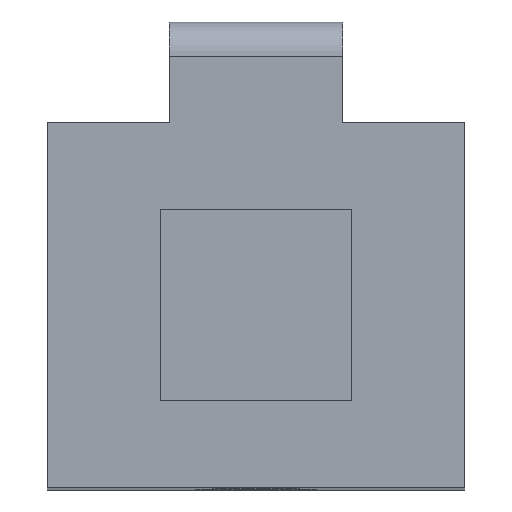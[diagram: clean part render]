
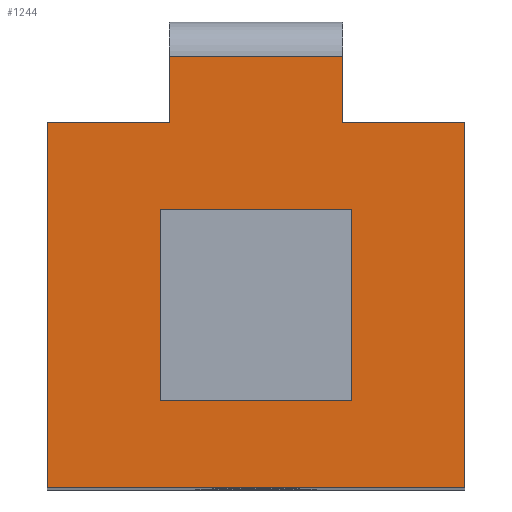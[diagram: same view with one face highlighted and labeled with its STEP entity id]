
A CAD part, top view. The second image highlights one B-rep face of the part: STEP entity #1244.
In plain terms, the highlighted planar face has unit normal (0, 0, 1).
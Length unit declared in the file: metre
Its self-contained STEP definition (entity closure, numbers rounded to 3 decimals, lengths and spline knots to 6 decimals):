
#185=ORIENTED_EDGE('',*,*,#527,.F.);
#186=ORIENTED_EDGE('',*,*,#528,.T.);
#187=ORIENTED_EDGE('',*,*,#529,.T.);
#188=ORIENTED_EDGE('',*,*,#530,.F.);
#189=ORIENTED_EDGE('',*,*,#531,.T.);
#190=ORIENTED_EDGE('',*,*,#532,.F.);
#191=ORIENTED_EDGE('',*,*,#502,.F.);
#192=ORIENTED_EDGE('',*,*,#533,.T.);
#193=ORIENTED_EDGE('',*,*,#534,.T.);
#194=ORIENTED_EDGE('',*,*,#535,.F.);
#195=ORIENTED_EDGE('',*,*,#514,.F.);
#196=ORIENTED_EDGE('',*,*,#526,.T.);
#502=EDGE_CURVE('',#675,#676,#796,.T.);
#514=EDGE_CURVE('',#686,#681,#808,.T.);
#526=EDGE_CURVE('',#686,#693,#820,.T.);
#527=EDGE_CURVE('',#694,#695,#821,.T.);
#528=EDGE_CURVE('',#694,#696,#822,.T.);
#529=EDGE_CURVE('',#696,#697,#823,.T.);
#530=EDGE_CURVE('',#695,#697,#824,.T.);
#531=EDGE_CURVE('',#693,#698,#825,.T.);
#532=EDGE_CURVE('',#676,#698,#826,.T.);
#533=EDGE_CURVE('',#675,#699,#827,.T.);
#534=EDGE_CURVE('',#699,#700,#828,.T.);
#535=EDGE_CURVE('',#681,#700,#829,.T.);
#675=VERTEX_POINT('',#1873);
#676=VERTEX_POINT('',#1875);
#681=VERTEX_POINT('',#1887);
#686=VERTEX_POINT('',#1897);
#693=VERTEX_POINT('',#1920);
#694=VERTEX_POINT('',#1924);
#695=VERTEX_POINT('',#1925);
#696=VERTEX_POINT('',#1927);
#697=VERTEX_POINT('',#1929);
#698=VERTEX_POINT('',#1932);
#699=VERTEX_POINT('',#1935);
#700=VERTEX_POINT('',#1937);
#796=LINE('',#1874,#927);
#808=LINE('',#1898,#939);
#820=LINE('',#1921,#951);
#821=LINE('',#1923,#952);
#822=LINE('',#1926,#953);
#823=LINE('',#1928,#954);
#824=LINE('',#1930,#955);
#825=LINE('',#1931,#956);
#826=LINE('',#1933,#957);
#827=LINE('',#1934,#958);
#828=LINE('',#1936,#959);
#829=LINE('',#1938,#960);
#927=VECTOR('',#1497,1.);
#939=VECTOR('',#1511,1.);
#951=VECTOR('',#1531,1.);
#952=VECTOR('',#1534,1.);
#953=VECTOR('',#1535,1.);
#954=VECTOR('',#1536,1.);
#955=VECTOR('',#1537,1.);
#956=VECTOR('',#1538,1.);
#957=VECTOR('',#1539,1.);
#958=VECTOR('',#1540,1.);
#959=VECTOR('',#1541,1.);
#960=VECTOR('',#1542,1.);
#1030=EDGE_LOOP('',(#185,#186,#187,#188));
#1031=EDGE_LOOP('',(#189,#190,#191,#192,#193,#194,#195,#196));
#1116=FACE_BOUND('',#1030,.T.);
#1117=FACE_BOUND('',#1031,.T.);
#1198=PLANE('',#1334);
#1244=ADVANCED_FACE('',(#1116,#1117),#1198,.F.);
#1334=AXIS2_PLACEMENT_3D('',#1922,#1532,#1533);
#1497=DIRECTION('',(1.,0.,0.));
#1511=DIRECTION('',(1.,0.,0.));
#1531=DIRECTION('',(0.,-1.,0.));
#1532=DIRECTION('',(0.,0.,-1.));
#1533=DIRECTION('',(0.,1.,0.));
#1534=DIRECTION('',(0.,-1.,0.));
#1535=DIRECTION('',(1.,0.,0.));
#1536=DIRECTION('',(0.,-1.,0.));
#1537=DIRECTION('',(1.,0.,0.));
#1538=DIRECTION('',(1.,0.,0.));
#1539=DIRECTION('',(0.,-1.,0.));
#1540=DIRECTION('',(0.,1.,0.));
#1541=DIRECTION('',(-1.,0.,0.));
#1542=DIRECTION('',(0.,1.,0.));
#1873=CARTESIAN_POINT('',(0.0025,0.0105,0.0173));
#1874=CARTESIAN_POINT('',(0.,0.0105,0.0173));
#1875=CARTESIAN_POINT('',(0.006,0.0105,0.0173));
#1887=CARTESIAN_POINT('',(-0.0025,0.0105,0.0173));
#1897=CARTESIAN_POINT('',(-0.006,0.0105,0.0173));
#1898=CARTESIAN_POINT('',(0.,0.0105,0.0173));
#1920=CARTESIAN_POINT('',(-0.006,0.,0.0173));
#1921=CARTESIAN_POINT('',(-0.006,0.0105,0.0173));
#1922=CARTESIAN_POINT('',(0.,0.0105,0.0173));
#1923=CARTESIAN_POINT('',(-0.00275,0.00525,0.0173));
#1924=CARTESIAN_POINT('',(-0.00275,0.008,0.0173));
#1925=CARTESIAN_POINT('',(-0.00275,0.0025,0.0173));
#1926=CARTESIAN_POINT('',(0.,0.008,0.0173));
#1927=CARTESIAN_POINT('',(0.00275,0.008,0.0173));
#1928=CARTESIAN_POINT('',(0.00275,0.00525,0.0173));
#1929=CARTESIAN_POINT('',(0.00275,0.0025,0.0173));
#1930=CARTESIAN_POINT('',(0.,0.0025,0.0173));
#1931=CARTESIAN_POINT('',(0.,0.,0.0173));
#1932=CARTESIAN_POINT('',(0.006,0.,0.0173));
#1933=CARTESIAN_POINT('',(0.006,0.0105,0.0173));
#1934=CARTESIAN_POINT('',(0.0025,0.01145,0.0173));
#1935=CARTESIAN_POINT('',(0.0025,0.0124,0.0173));
#1936=CARTESIAN_POINT('',(0.0025,0.0124,0.0173));
#1937=CARTESIAN_POINT('',(-0.0025,0.0124,0.0173));
#1938=CARTESIAN_POINT('',(-0.0025,0.01145,0.0173));
